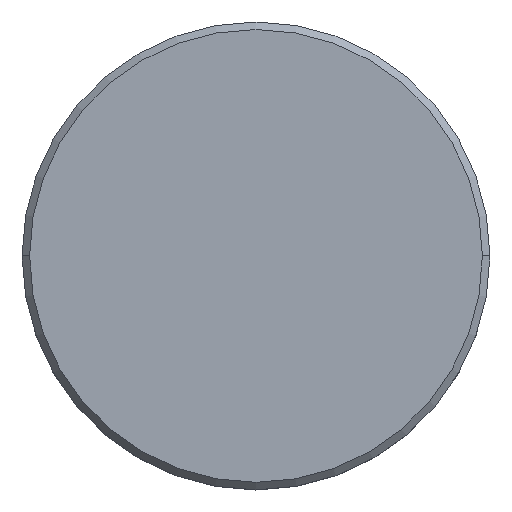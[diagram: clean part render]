
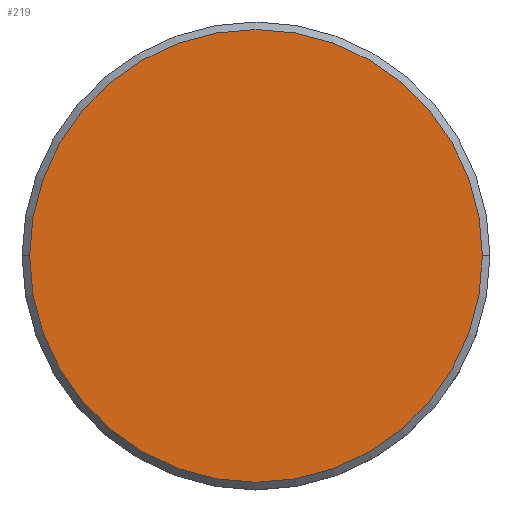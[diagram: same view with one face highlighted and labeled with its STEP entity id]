
A CAD part, top view. The second image highlights one B-rep face of the part: STEP entity #219.
In plain terms, the highlighted planar face has unit normal (0, 0, 1).
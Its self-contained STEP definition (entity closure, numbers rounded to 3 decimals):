
#36 = ORIENTED_EDGE ( 'NONE', *, *, #406, .T. ) ;
#106 = DIRECTION ( 'NONE',  ( 1., 0., 0. ) ) ;
#193 = AXIS2_PLACEMENT_3D ( 'NONE', #471, #820, #106 ) ;
#204 = DIRECTION ( 'NONE',  ( 1., 0., 0. ) ) ;
#219 = ADVANCED_FACE ( 'NONE', ( #482 ), #915, .T. ) ;
#248 = AXIS2_PLACEMENT_3D ( 'NONE', #1183, #354, #204 ) ;
#293 = CIRCLE ( 'NONE', #248, 15. ) ;
#306 = CIRCLE ( 'NONE', #633, 15. ) ;
#354 = DIRECTION ( 'NONE',  ( 0., 0., 1. ) ) ;
#406 = EDGE_CURVE ( 'NONE', #501, #515, #306, .T. ) ;
#463 = CARTESIAN_POINT ( 'NONE',  ( -15., 0., 0. ) ) ;
#471 = CARTESIAN_POINT ( 'NONE',  ( 0., 0., 0. ) ) ;
#482 = FACE_OUTER_BOUND ( 'NONE', #852, .T. ) ;
#495 = CARTESIAN_POINT ( 'NONE',  ( 15., 0., 0. ) ) ;
#501 = VERTEX_POINT ( 'NONE', #463 ) ;
#515 = VERTEX_POINT ( 'NONE', #495 ) ;
#633 = AXIS2_PLACEMENT_3D ( 'NONE', #709, #695, #895 ) ;
#695 = DIRECTION ( 'NONE',  ( 0., 0., 1. ) ) ;
#709 = CARTESIAN_POINT ( 'NONE',  ( 0., 0., 0. ) ) ;
#820 = DIRECTION ( 'NONE',  ( 0., 0., 1. ) ) ;
#852 = EDGE_LOOP ( 'NONE', ( #36, #889 ) ) ;
#889 = ORIENTED_EDGE ( 'NONE', *, *, #922, .T. ) ;
#895 = DIRECTION ( 'NONE',  ( 1., 0., 0. ) ) ;
#915 = PLANE ( 'NONE',  #193 ) ;
#922 = EDGE_CURVE ( 'NONE', #515, #501, #293, .T. ) ;
#1183 = CARTESIAN_POINT ( 'NONE',  ( 0., 0., 0. ) ) ;
